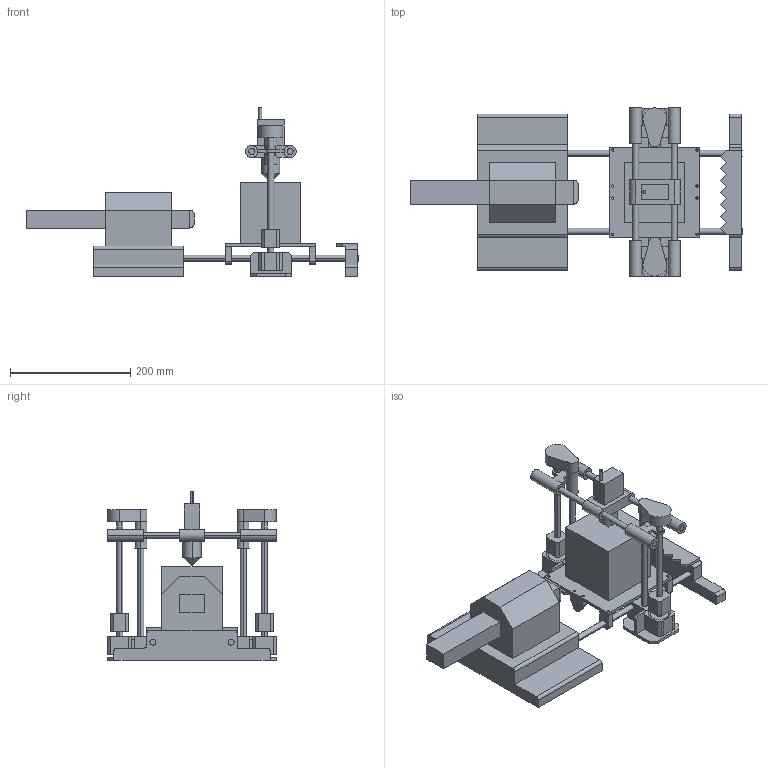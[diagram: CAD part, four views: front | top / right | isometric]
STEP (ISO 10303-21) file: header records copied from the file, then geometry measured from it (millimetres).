
FILE_DESCRIPTION(('CATIA V5 STEP Exchange'),'2;1');
FILE_NAME('Prototipo4.stp','2016-05-01T18:52:02+00:00',('none'),('none'),'CATIA Version 5 Release 19 SP 2 (IN-10)','CATIA V5 STEP AP203','none');
FILE_SCHEMA(('CONFIG_CONTROL_DESIGN'));
Length unit declared in the file: millimetre
Products named in the file (1): Prototipo_4
Assembly tree (37 placements, depth 2):
  Prototipo_4
    #58
    #233
    #928  x2
    #1463  x4
    #1974
    #2078  x2
    #2197  x2
    #3079  x2
    #3604  x2
    #3723  x2
    #4835  x2
    #5222  x2
    #5341  x2
    #5525  x2
    #5867  x2
    #5986
    #6599
    #7219
    #7823
    #8476
    #8853
    #9172
    #9195
Bounding box: 552.43 x 282 x 280 mm (x, y, z)
Volume: 4615280.4 mm3; surface area: 623134.3 mm2
Topology: 35 solids, 35 shells, 478 faces, 1168 edges, 761 vertices
Faces by surface type: plane 289, cylinder 179, cone 6, torus 4
Entity records: 9133 total; most frequent: CARTESIAN_POINT 1758, ORIENTED_EDGE 1434, DIRECTION 1302, EDGE_CURVE 717, AXIS2_PLACEMENT_3D 513, VECTOR 489, LINE 489, VERTEX_POINT 471
